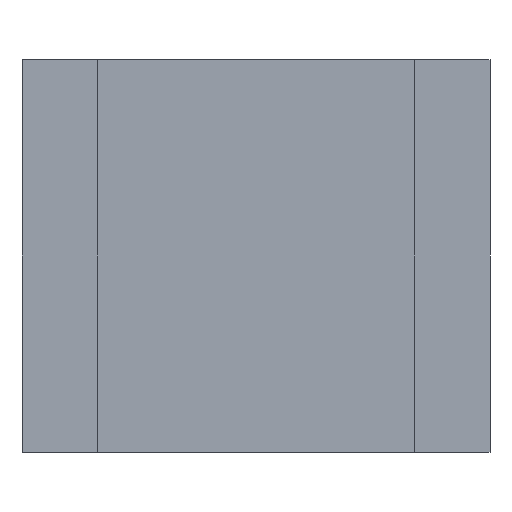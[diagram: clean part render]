
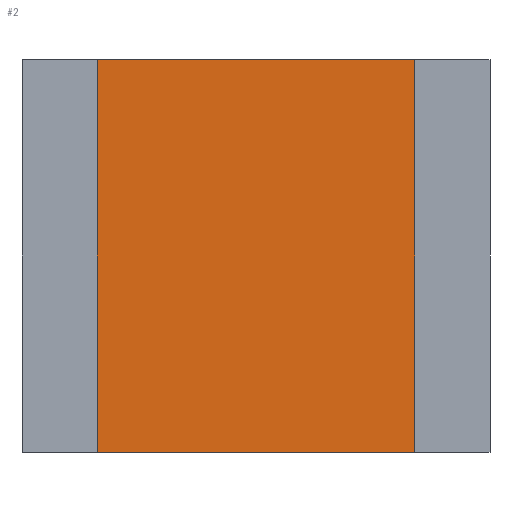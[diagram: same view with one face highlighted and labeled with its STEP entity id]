
A CAD part, front view. The second image highlights one B-rep face of the part: STEP entity #2.
In plain terms, the highlighted planar face has unit normal (0, -1, 0).
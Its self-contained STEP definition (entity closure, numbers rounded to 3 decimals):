
#2 = ADVANCED_FACE ( 'NONE', ( #928 ), #43, .T. ) ;
#10 = VECTOR ( 'NONE', #968, 1000. ) ;
#21 = LINE ( 'NONE', #96, #10 ) ;
#39 = EDGE_CURVE ( 'NONE', #985, #977, #1385, .T. ) ;
#43 = PLANE ( 'NONE',  #953 ) ;
#73 = EDGE_LOOP ( 'NONE', ( #775, #113, #1036, #527 ) ) ;
#96 = CARTESIAN_POINT ( 'NONE',  ( -1.517, 0.032, -4.391 ) ) ;
#113 = ORIENTED_EDGE ( 'NONE', *, *, #272, .T. ) ;
#159 = CARTESIAN_POINT ( 'NONE',  ( -1.517, 0.032, -4.391 ) ) ;
#211 = EDGE_CURVE ( 'NONE', #437, #538, #21, .T. ) ;
#272 = EDGE_CURVE ( 'NONE', #437, #985, #1343, .T. ) ;
#405 = VECTOR ( 'NONE', #600, 1000. ) ;
#437 = VERTEX_POINT ( 'NONE', #1221 ) ;
#503 = EDGE_CURVE ( 'NONE', #538, #977, #1336, .T. ) ;
#527 = ORIENTED_EDGE ( 'NONE', *, *, #503, .F. ) ;
#538 = VERTEX_POINT ( 'NONE', #910 ) ;
#557 = CARTESIAN_POINT ( 'NONE',  ( 1.517, 0.032, 1.3 ) ) ;
#600 = DIRECTION ( 'NONE',  ( 1., 0., 0. ) ) ;
#718 = DIRECTION ( 'NONE',  ( 0., 0., 1. ) ) ;
#775 = ORIENTED_EDGE ( 'NONE', *, *, #211, .F. ) ;
#791 = CARTESIAN_POINT ( 'NONE',  ( 1.517, 0.032, -4.391 ) ) ;
#853 = VECTOR ( 'NONE', #1286, 1000. ) ;
#908 = DIRECTION ( 'NONE',  ( 0., 0., -1. ) ) ;
#910 = CARTESIAN_POINT ( 'NONE',  ( -1.517, 0.032, 1.3 ) ) ;
#928 = FACE_OUTER_BOUND ( 'NONE', #73, .T. ) ;
#953 = AXIS2_PLACEMENT_3D ( 'NONE', #159, #1032, #908 ) ;
#968 = DIRECTION ( 'NONE',  ( 0., 0., 1. ) ) ;
#977 = VERTEX_POINT ( 'NONE', #557 ) ;
#985 = VERTEX_POINT ( 'NONE', #1273 ) ;
#1032 = DIRECTION ( 'NONE',  ( 0., -1., 0. ) ) ;
#1036 = ORIENTED_EDGE ( 'NONE', *, *, #39, .T. ) ;
#1186 = CARTESIAN_POINT ( 'NONE',  ( -1.517, 0.032, -1.3 ) ) ;
#1221 = CARTESIAN_POINT ( 'NONE',  ( -1.517, 0.032, -1.3 ) ) ;
#1273 = CARTESIAN_POINT ( 'NONE',  ( 1.517, 0.032, -1.3 ) ) ;
#1286 = DIRECTION ( 'NONE',  ( 1., 0., 0. ) ) ;
#1336 = LINE ( 'NONE', #1342, #405 ) ;
#1342 = CARTESIAN_POINT ( 'NONE',  ( -1.517, 0.032, 1.3 ) ) ;
#1343 = LINE ( 'NONE', #1186, #853 ) ;
#1385 = LINE ( 'NONE', #791, #1400 ) ;
#1400 = VECTOR ( 'NONE', #718, 1000. ) ;
